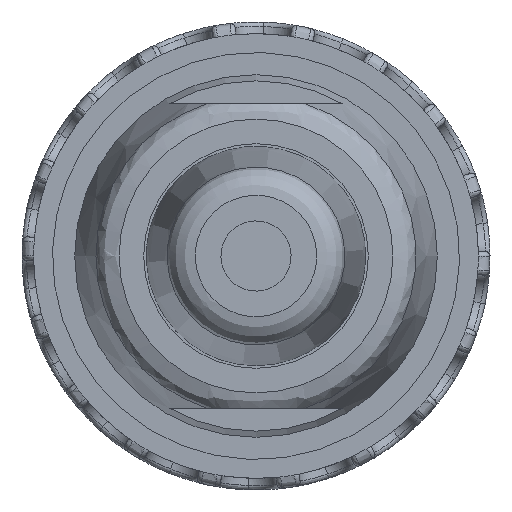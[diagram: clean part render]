
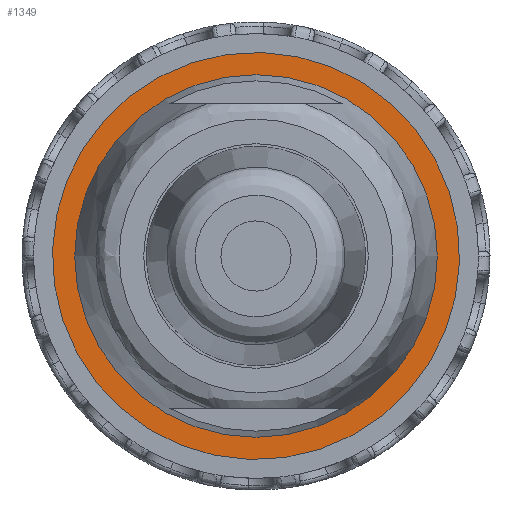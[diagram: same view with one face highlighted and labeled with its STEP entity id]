
A CAD part, front view. The second image highlights one B-rep face of the part: STEP entity #1349.
In plain terms, the highlighted planar face has unit normal (0, -1, 0).
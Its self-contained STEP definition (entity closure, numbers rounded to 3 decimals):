
#460=PLANE('',#5027);
#1349=ADVANCED_FACE('4-0-161',(#1723,#1724),#460,.T.);
#1723=FACE_BOUND('',#1827,.T.);
#1724=FACE_BOUND('',#1828,.T.);
#1827=EDGE_LOOP('',(#2218));
#1828=EDGE_LOOP('',(#2219));
#2218=ORIENTED_EDGE('',*,*,#4075,.F.);
#2219=ORIENTED_EDGE('',*,*,#4073,.T.);
#3604=VERTEX_POINT('',#6737);
#3606=VERTEX_POINT('',#6742);
#4073=EDGE_CURVE('',#3604,#3604,#4760,.T.);
#4075=EDGE_CURVE('',#3606,#3606,#4762,.T.);
#4760=CIRCLE('',#5023,8.7);
#4762=CIRCLE('',#5026,7.75);
#5023=AXIS2_PLACEMENT_3D('',#6736,#5468,#5469);
#5026=AXIS2_PLACEMENT_3D('',#6741,#5474,#5475);
#5027=AXIS2_PLACEMENT_3D('',#6743,#5476,#5477);
#5468=DIRECTION('',(0.,-1.,0.));
#5469=DIRECTION('',(-0.999,0.,0.032));
#5474=DIRECTION('',(0.,-1.,0.));
#5475=DIRECTION('',(0.,0.,-1.));
#5476=DIRECTION('',(0.,-1.,0.));
#5477=DIRECTION('',(0.999,0.,-0.032));
#6736=CARTESIAN_POINT('',(21.985,-36.765,0.));
#6737=CARTESIAN_POINT('',(13.289,-36.765,0.28));
#6741=CARTESIAN_POINT('',(21.985,-36.765,0.));
#6742=CARTESIAN_POINT('',(21.985,-36.765,-7.75));
#6743=CARTESIAN_POINT('',(12.112,-36.765,-9.257));
